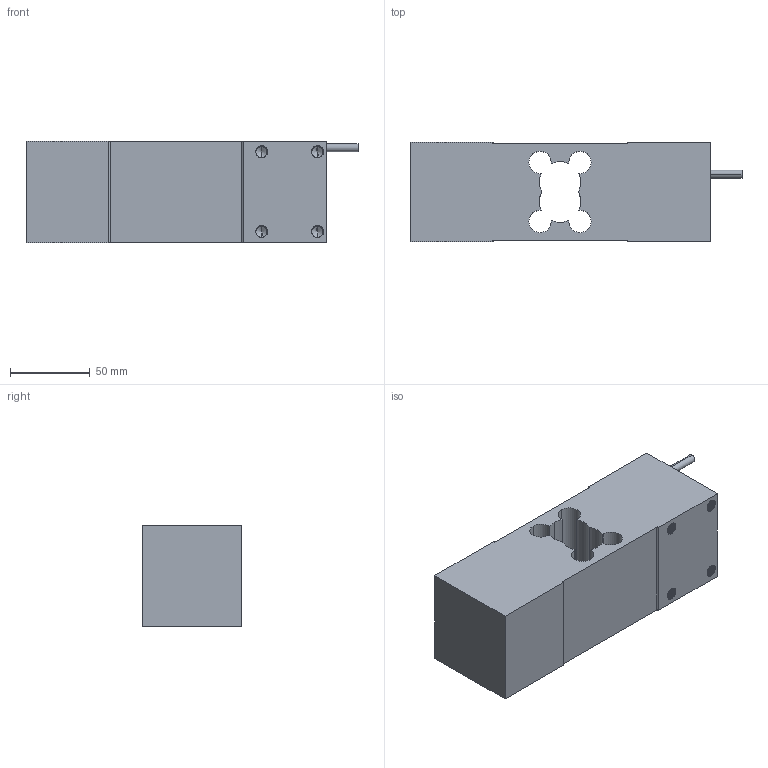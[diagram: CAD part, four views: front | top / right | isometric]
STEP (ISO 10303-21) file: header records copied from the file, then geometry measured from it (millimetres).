
FILE_DESCRIPTION(/* description */ ('VariCAD 2015-2.04 AP-203'),/* implementation_level */ '2;1');
FILE_NAME(/* name */ 'SPM0100A06WXXX.stp',/* time_stamp */ '2015-07-23T10:49:51+12:00',/* author */ (''),/* organization */ (''),/* preprocessor_version */ 'ST-DEVELOPER v14',/* originating_system */ 'VariCAD 2015-2.04; kernel version (20130303)',/* authorisation */ '');
FILE_SCHEMA (('CONFIG_CONTROL_DESIGN'));
Products named in the file (2): X
Assembly tree (1 placements, depth 2):
  X
    (unnamed)
Bounding box: 208 x 62.3 x 63.5 mm (x, y, z)
Volume: 637567.9 mm3; surface area: 71239.8 mm2
Topology: 1 solids, 1 shells, 333 faces, 959 edges, 621 vertices
Faces by surface type: cylinder 252, plane 30, cone 30, bspline 21
Entity records: 60176 total; most frequent: CARTESIAN_POINT 52413, ORIENTED_EDGE 1886, DIRECTION 1169, EDGE_CURVE 943, VERTEX_POINT 621, B_SPLINE_CURVE_WITH_KNOTS 504, AXIS2_PLACEMENT_3D 414, EDGE_LOOP 344
